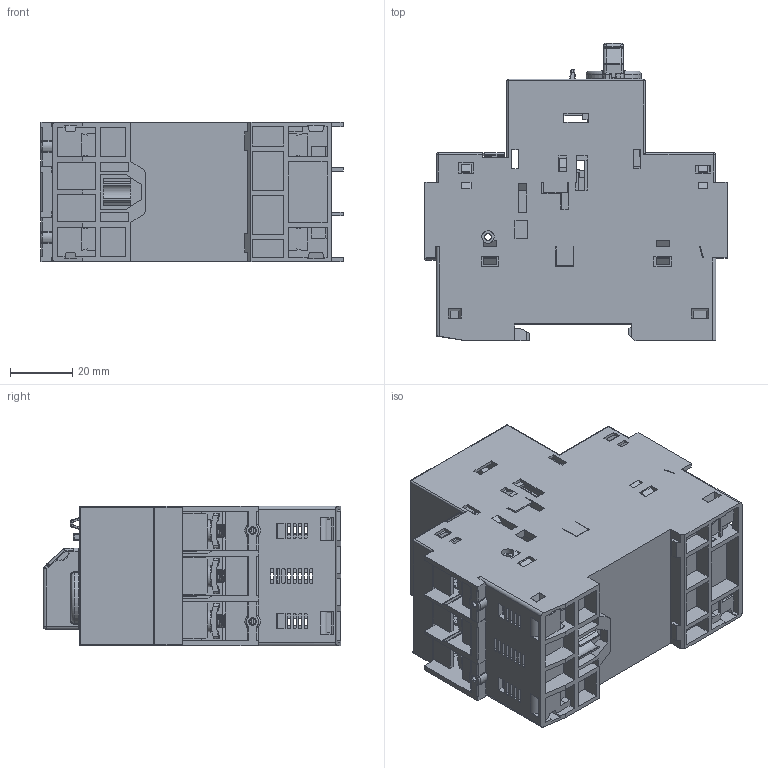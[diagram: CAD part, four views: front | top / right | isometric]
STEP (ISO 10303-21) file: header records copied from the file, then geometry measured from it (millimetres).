
FILE_DESCRIPTION((''),'2;1');
FILE_NAME('12M10001X01 - 330-T25S.stp','2015-05-26T13:34:44',('rshanor'),(''),'Autodesk Inventor 2013','Autodesk Inventor 2013','');
FILE_SCHEMA(('AUTOMOTIVE_DESIGN { 1 2 10303 214 0 1 1 1 }'));
Length unit declared in the file: millimetre
Products named in the file (1): 12M10001X01
Bounding box: 97.3 x 95.9 x 45 mm (x, y, z)
Volume: 78352.5 mm3; surface area: 123519 mm2
Topology: 14 solids, 17 shells, 4365 faces, 12883 edges, 8462 vertices
Faces by surface type: plane 3382, cylinder 698, bspline 157, torus 57, sphere 56, cone 15
Full cylindrical faces by diameter (mm): 0.9 x1, 1.2 x3, 1.4 x1, 1.8 x2, 2 x1, 2.2 x3, 2.4 x1, 3 x12, 3.5 x1, 4 x3, 5.6 x1, 7 x6, 7.5 x6, 8.2 x6, 9 x1, 9.3 x1, 9.7 x3, 10.8 x1, 11.1 x1
Entity records: 187710 total; most frequent: CARTESIAN_POINT 67454, ORIENTED_EDGE 25574, DIRECTION 22056, EDGE_CURVE 12787, VECTOR 10368, LINE 10368, VERTEX_POINT 8420, AXIS2_PLACEMENT_3D 5844
